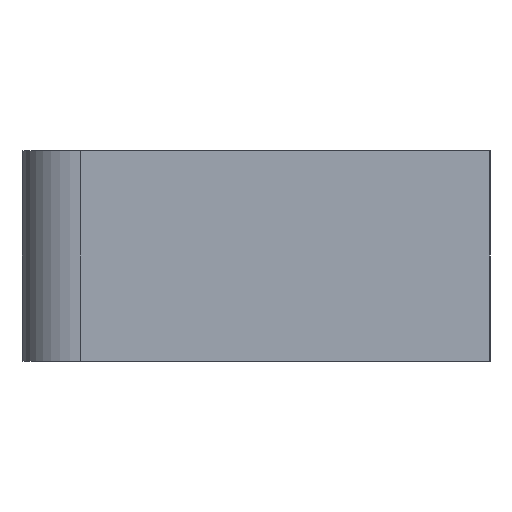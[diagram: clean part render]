
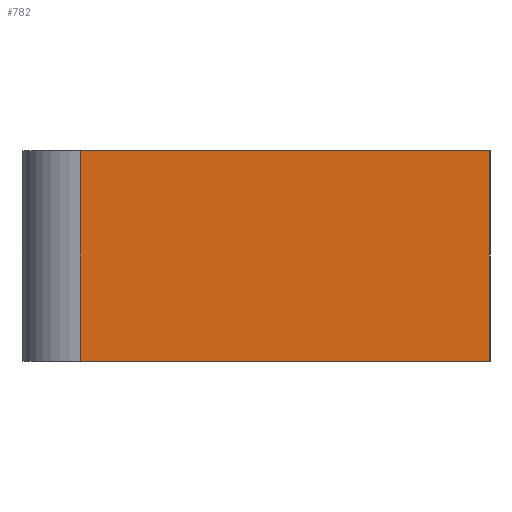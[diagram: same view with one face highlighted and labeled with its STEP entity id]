
A CAD part, left-side view. The second image highlights one B-rep face of the part: STEP entity #782.
In plain terms, the highlighted planar face has unit normal (-1, 0, 0).
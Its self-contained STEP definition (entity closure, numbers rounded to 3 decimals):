
#141=VECTOR('',#910,1.);
#149=VECTOR('',#945,1.);
#168=VECTOR('',#1027,1.);
#169=VECTOR('',#1029,1.);
#195=LINE('',#1140,#141);
#203=LINE('',#1177,#149);
#222=LINE('',#1254,#168);
#223=LINE('',#1256,#169);
#251=VERTEX_POINT('',#1139);
#252=VERTEX_POINT('',#1141);
#265=VERTEX_POINT('',#1176);
#290=VERTEX_POINT('',#1253);
#361=EDGE_CURVE('',#251,#252,#195,.T.);
#379=EDGE_CURVE('',#265,#251,#203,.T.);
#417=EDGE_CURVE('',#265,#290,#222,.T.);
#418=EDGE_CURVE('',#290,#252,#223,.T.);
#556=ORIENTED_EDGE('',*,*,#417,.T.);
#557=ORIENTED_EDGE('',*,*,#418,.T.);
#558=ORIENTED_EDGE('',*,*,#361,.F.);
#559=ORIENTED_EDGE('',*,*,#379,.F.);
#684=EDGE_LOOP('',(#556,#557,#558,#559));
#734=FACE_BOUND('',#684,.T.);
#782=ADVANCED_FACE('',(#734),#1342,.T.);
#859=AXIS2_PLACEMENT_3D('',#1255,#1028,$);
#910=DIRECTION('',(0.,1.,0.));
#945=DIRECTION('',(0.,0.,-1.));
#1027=DIRECTION('',(0.,1.,0.));
#1028=DIRECTION('',(-1.,0.,0.));
#1029=DIRECTION('',(0.,0.,-1.));
#1139=CARTESIAN_POINT('',(-6.,0.,-9.));
#1140=CARTESIAN_POINT('',(-6.,0.,-9.));
#1141=CARTESIAN_POINT('',(-6.,35.,-9.));
#1176=CARTESIAN_POINT('',(-6.,0.,9.));
#1177=CARTESIAN_POINT('',(-6.,0.,9.));
#1253=CARTESIAN_POINT('',(-6.,35.,9.));
#1254=CARTESIAN_POINT('',(-6.,0.,9.));
#1255=CARTESIAN_POINT('',(-6.,17.5,0.));
#1256=CARTESIAN_POINT('',(-6.,35.,9.));
#1342=PLANE('',#859);
